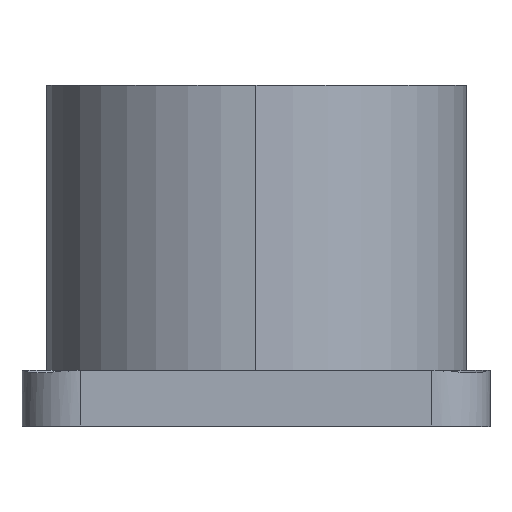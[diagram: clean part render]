
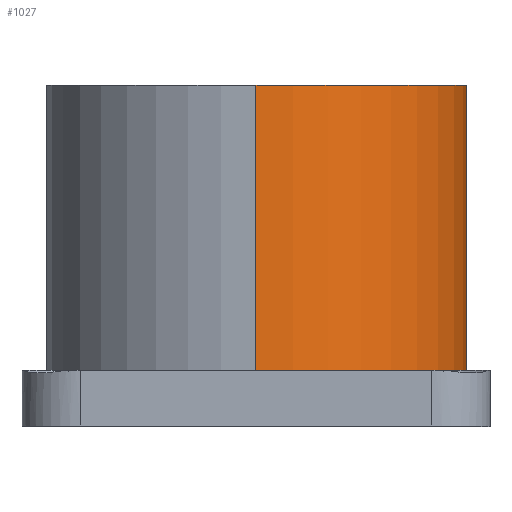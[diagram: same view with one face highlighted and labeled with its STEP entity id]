
A CAD part, top view. The second image highlights one B-rep face of the part: STEP entity #1027.
In plain terms, the highlighted cylindrical face has radius 22.86 mm (diameter 45.72 mm), a partial arc.
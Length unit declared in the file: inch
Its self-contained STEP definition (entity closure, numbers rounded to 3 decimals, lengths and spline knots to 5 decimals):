
#9 = VERTEX_POINT ( 'NONE', #282 ) ;
#51 = DIRECTION ( 'NONE',  ( 0., -1., 0. ) ) ;
#64 = DIRECTION ( 'NONE',  ( 0., -1., 0. ) ) ;
#118 = CARTESIAN_POINT ( 'NONE',  ( 0., 1.45669, 0. ) ) ;
#275 = VERTEX_POINT ( 'NONE', #1016 ) ;
#282 = CARTESIAN_POINT ( 'NONE',  ( 0., 0.23811, 0.9 ) ) ;
#395 = CARTESIAN_POINT ( 'NONE',  ( 0., 1.37795, -0.9 ) ) ;
#446 = DIRECTION ( 'NONE',  ( 0., -1., 0. ) ) ;
#463 = CARTESIAN_POINT ( 'NONE',  ( 0., 1.45669, 0.9 ) ) ;
#500 = CARTESIAN_POINT ( 'NONE',  ( 0., 0.23811, -0.9 ) ) ;
#508 = ORIENTED_EDGE ( 'NONE', *, *, #1897, .F. ) ;
#558 = VECTOR ( 'NONE', #51, 39.37008 ) ;
#618 = DIRECTION ( 'NONE',  ( 0., 1., 0. ) ) ;
#632 = AXIS2_PLACEMENT_3D ( 'NONE', #118, #618, #811 ) ;
#636 = CIRCLE ( 'NONE', #1379, 0.9 ) ;
#728 = ORIENTED_EDGE ( 'NONE', *, *, #1147, .F. ) ;
#730 = ORIENTED_EDGE ( 'NONE', *, *, #1454, .T. ) ;
#745 = CYLINDRICAL_SURFACE ( 'NONE', #976, 0.9 ) ;
#756 = FACE_OUTER_BOUND ( 'NONE', #1073, .T. ) ;
#811 = DIRECTION ( 'NONE',  ( 0., 0., 1. ) ) ;
#976 = AXIS2_PLACEMENT_3D ( 'NONE', #1427, #2113, #1242 ) ;
#1016 = CARTESIAN_POINT ( 'NONE',  ( 0., 1.45669, -0.9 ) ) ;
#1027 = ADVANCED_FACE ( 'NONE', ( #756 ), #745, .T. ) ;
#1054 = ORIENTED_EDGE ( 'NONE', *, *, #2099, .F. ) ;
#1073 = EDGE_LOOP ( 'NONE', ( #728, #730, #508, #1054 ) ) ;
#1105 = VERTEX_POINT ( 'NONE', #463 ) ;
#1147 = EDGE_CURVE ( 'NONE', #1105, #275, #2019, .T. ) ;
#1236 = VERTEX_POINT ( 'NONE', #500 ) ;
#1242 = DIRECTION ( 'NONE',  ( 0., 0., -1. ) ) ;
#1379 = AXIS2_PLACEMENT_3D ( 'NONE', #1589, #64, #1820 ) ;
#1427 = CARTESIAN_POINT ( 'NONE',  ( 0., 1.37795, 0. ) ) ;
#1454 = EDGE_CURVE ( 'NONE', #1105, #9, #1969, .T. ) ;
#1587 = VECTOR ( 'NONE', #446, 39.37008 ) ;
#1589 = CARTESIAN_POINT ( 'NONE',  ( 0., 0.23811, 0. ) ) ;
#1625 = LINE ( 'NONE', #395, #558 ) ;
#1801 = CARTESIAN_POINT ( 'NONE',  ( 0., 1.37795, 0.9 ) ) ;
#1820 = DIRECTION ( 'NONE',  ( 0., 0., 1. ) ) ;
#1897 = EDGE_CURVE ( 'NONE', #1236, #9, #636, .T. ) ;
#1969 = LINE ( 'NONE', #1801, #1587 ) ;
#2019 = CIRCLE ( 'NONE', #632, 0.9 ) ;
#2099 = EDGE_CURVE ( 'NONE', #275, #1236, #1625, .T. ) ;
#2113 = DIRECTION ( 'NONE',  ( 0., -1., 0. ) ) ;
